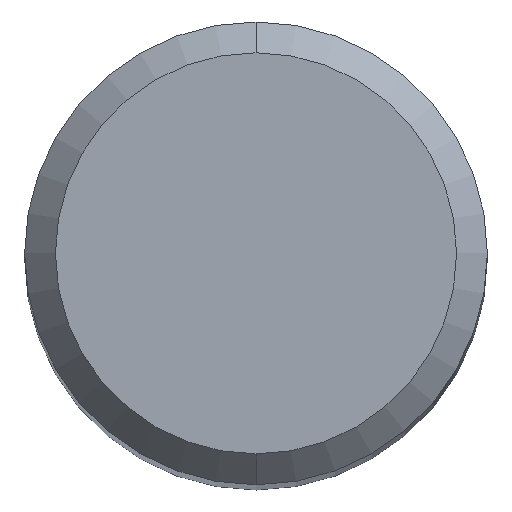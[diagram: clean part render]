
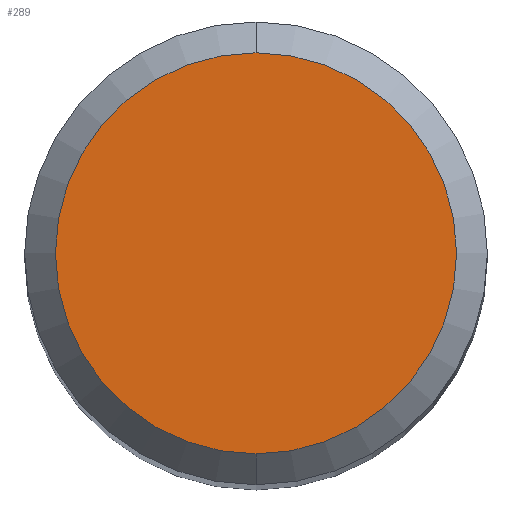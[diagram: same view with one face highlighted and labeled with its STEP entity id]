
A CAD part, top view. The second image highlights one B-rep face of the part: STEP entity #289.
In plain terms, the highlighted planar face has unit normal (0, 0, 1).
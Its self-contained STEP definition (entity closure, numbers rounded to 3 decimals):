
#195=VERTEX_POINT('',#503);
#267=VERTEX_POINT('',#582);
#289=ADVANCED_FACE('',(#606),#607,.T.);
#401=EDGE_CURVE('',#195,#267,#733,.T.);
#453=EDGE_CURVE('',#267,#195,#788,.T.);
#503=CARTESIAN_POINT('',(0.,-2.6,0.0));
#582=CARTESIAN_POINT('',(0.0,2.6,0.0));
#606=FACE_OUTER_BOUND('',#1044,.T.);
#607=PLANE('',#1045);
#733=CIRCLE('',#1269,2.6);
#788=CIRCLE('',#1429,2.6);
#1044=EDGE_LOOP('',(#1565,#1566));
#1045=AXIS2_PLACEMENT_3D('',#1567,#1568,#1569);
#1269=AXIS2_PLACEMENT_3D('',#1737,#1738,#1739);
#1429=AXIS2_PLACEMENT_3D('',#1774,#1775,#1776);
#1565=ORIENTED_EDGE('',*,*,#453,.F.);
#1566=ORIENTED_EDGE('',*,*,#401,.F.);
#1567=CARTESIAN_POINT('',(0.0,1.3,0.0));
#1568=DIRECTION('',(-0.0,0.0,1.0));
#1569=DIRECTION('',(0.0,-1.0,0.0));
#1737=CARTESIAN_POINT('',(0.0,0.0,0.0));
#1738=DIRECTION('',(0.0,0.0,-1.0));
#1739=DIRECTION('',(0.0,1.0,0.0));
#1774=CARTESIAN_POINT('',(0.0,0.0,0.0));
#1775=DIRECTION('',(0.0,0.0,-1.0));
#1776=DIRECTION('',(0.0,1.0,0.0));
